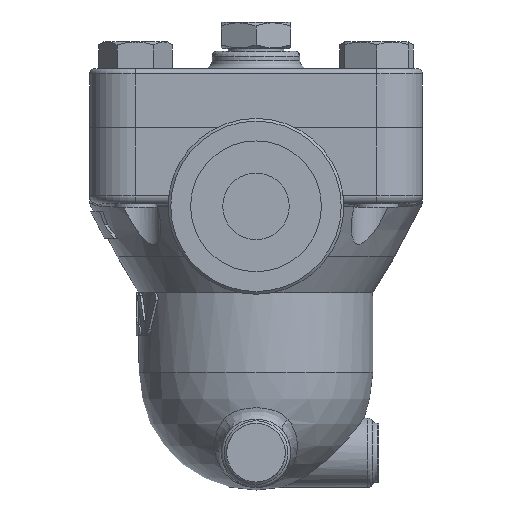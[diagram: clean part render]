
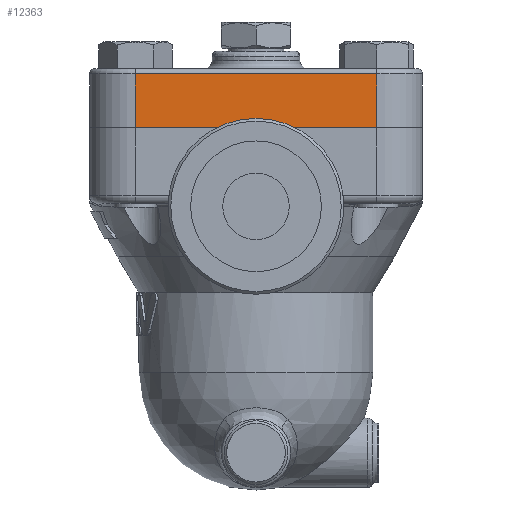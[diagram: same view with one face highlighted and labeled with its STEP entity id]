
A CAD part, left-side view. The second image highlights one B-rep face of the part: STEP entity #12363.
In plain terms, the highlighted planar face has unit normal (-1, 0, 0).
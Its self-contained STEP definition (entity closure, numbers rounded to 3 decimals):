
#11982=CARTESIAN_POINT('',(-62.5,-45.255,20.2));
#11983=VERTEX_POINT('',#11982);
#12034=CARTESIAN_POINT('',(-62.5,45.255,20.2));
#12035=VERTEX_POINT('',#12034);
#12043=CARTESIAN_POINT('',(-62.5,45.255,20.2));
#12044=DIRECTION('',(0.0,-1.0,0.0));
#12045=VECTOR('',#12044,90.51);
#12046=LINE('',#12043,#12045);
#12047=EDGE_CURVE('',#12035,#11983,#12046,.T.);
#12280=CARTESIAN_POINT('',(-62.5,-45.255,0.2));
#12281=VERTEX_POINT('',#12280);
#12289=CARTESIAN_POINT('',(-62.5,45.255,0.2));
#12290=VERTEX_POINT('',#12289);
#12291=CARTESIAN_POINT('',(-62.5,45.255,0.2));
#12292=DIRECTION('',(0.0,-1.0,0.0));
#12293=VECTOR('',#12292,90.51);
#12294=LINE('',#12291,#12293);
#12295=EDGE_CURVE('',#12290,#12281,#12294,.T.);
#12336=CARTESIAN_POINT('',(-62.5,-45.255,0.2));
#12337=DIRECTION('',(0.0,0.0,1.0));
#12338=VECTOR('',#12337,20.0);
#12339=LINE('',#12336,#12338);
#12340=EDGE_CURVE('',#12281,#11983,#12339,.T.);
#12347=CARTESIAN_POINT('',(-62.5,-45.255,0.2));
#12348=DIRECTION('',(-1.0,0.0,0.0));
#12349=DIRECTION('',(0.0,0.0,1.0));
#12350=AXIS2_PLACEMENT_3D('',#12347,#12348,#12349);
#12351=PLANE('',#12350);
#12352=ORIENTED_EDGE('',*,*,#12047,.F.);
#12353=CARTESIAN_POINT('',(-62.5,45.255,0.2));
#12354=DIRECTION('',(0.0,0.0,1.0));
#12355=VECTOR('',#12354,20.0);
#12356=LINE('',#12353,#12355);
#12357=EDGE_CURVE('',#12290,#12035,#12356,.T.);
#12358=ORIENTED_EDGE('',*,*,#12357,.F.);
#12359=ORIENTED_EDGE('',*,*,#12295,.T.);
#12360=ORIENTED_EDGE('',*,*,#12340,.T.);
#12361=EDGE_LOOP('',(#12352,#12358,#12359,#12360));
#12362=FACE_OUTER_BOUND('',#12361,.T.);
#12363=ADVANCED_FACE('',(#12362),#12351,.T.);
